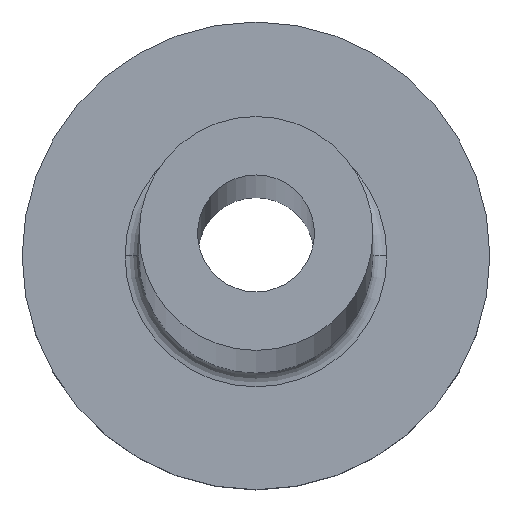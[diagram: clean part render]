
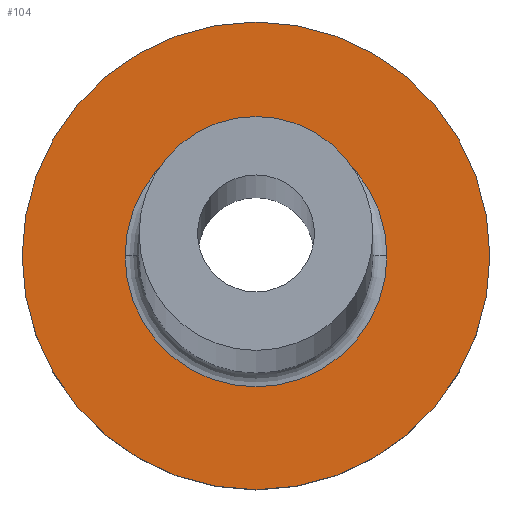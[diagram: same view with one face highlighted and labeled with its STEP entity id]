
A CAD part, top view. The second image highlights one B-rep face of the part: STEP entity #104.
In plain terms, the highlighted planar face has unit normal (0, 0, 1).
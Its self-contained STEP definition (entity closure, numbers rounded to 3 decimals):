
#1 = CARTESIAN_POINT ( 'NONE',  ( 0., 0., 3. ) ) ;
#6 = AXIS2_PLACEMENT_3D ( 'NONE', #246, #276, #222 ) ;
#15 = CIRCLE ( 'NONE', #323, 2.8 ) ;
#16 = CARTESIAN_POINT ( 'NONE',  ( 0., 0., 3. ) ) ;
#24 = EDGE_LOOP ( 'NONE', ( #379, #259 ) ) ;
#25 = VERTEX_POINT ( 'NONE', #106 ) ;
#33 = CIRCLE ( 'NONE', #6, 5. ) ;
#46 = VERTEX_POINT ( 'NONE', #153 ) ;
#67 = DIRECTION ( 'NONE',  ( 1., 0., 0. ) ) ;
#69 = CARTESIAN_POINT ( 'NONE',  ( -5., 0., 3. ) ) ;
#95 = DIRECTION ( 'NONE',  ( 1., 0., 0. ) ) ;
#104 = ADVANCED_FACE ( 'NONE', ( #240, #211 ), #357, .T. ) ;
#106 = CARTESIAN_POINT ( 'NONE',  ( 5., 0., 3. ) ) ;
#119 = AXIS2_PLACEMENT_3D ( 'NONE', #1, #326, #67 ) ;
#142 = CIRCLE ( 'NONE', #358, 2.8 ) ;
#153 = CARTESIAN_POINT ( 'NONE',  ( 2.8, 0., 3. ) ) ;
#160 = EDGE_LOOP ( 'NONE', ( #292, #166 ) ) ;
#166 = ORIENTED_EDGE ( 'NONE', *, *, #216, .T. ) ;
#177 = AXIS2_PLACEMENT_3D ( 'NONE', #267, #310, #340 ) ;
#182 = CIRCLE ( 'NONE', #177, 5. ) ;
#193 = EDGE_CURVE ( 'NONE', #285, #25, #182, .T. ) ;
#194 = DIRECTION ( 'NONE',  ( 1., 0., 0. ) ) ;
#211 = FACE_OUTER_BOUND ( 'NONE', #160, .T. ) ;
#216 = EDGE_CURVE ( 'NONE', #25, #285, #33, .T. ) ;
#222 = DIRECTION ( 'NONE',  ( 1., 0., 0. ) ) ;
#240 = FACE_BOUND ( 'NONE', #24, .T. ) ;
#246 = CARTESIAN_POINT ( 'NONE',  ( 0., 0., 3. ) ) ;
#248 = CARTESIAN_POINT ( 'NONE',  ( -2.8, 0., 3. ) ) ;
#259 = ORIENTED_EDGE ( 'NONE', *, *, #355, .T. ) ;
#267 = CARTESIAN_POINT ( 'NONE',  ( 0., 0., 3. ) ) ;
#276 = DIRECTION ( 'NONE',  ( 0., 0., 1. ) ) ;
#285 = VERTEX_POINT ( 'NONE', #69 ) ;
#292 = ORIENTED_EDGE ( 'NONE', *, *, #193, .T. ) ;
#310 = DIRECTION ( 'NONE',  ( 0., 0., 1. ) ) ;
#313 = VERTEX_POINT ( 'NONE', #248 ) ;
#323 = AXIS2_PLACEMENT_3D ( 'NONE', #365, #339, #194 ) ;
#324 = EDGE_CURVE ( 'NONE', #46, #313, #142, .T. ) ;
#326 = DIRECTION ( 'NONE',  ( 0., 0., 1. ) ) ;
#339 = DIRECTION ( 'NONE',  ( 0., 0., -1. ) ) ;
#340 = DIRECTION ( 'NONE',  ( 1., 0., 0. ) ) ;
#355 = EDGE_CURVE ( 'NONE', #313, #46, #15, .T. ) ;
#357 = PLANE ( 'NONE',  #119 ) ;
#358 = AXIS2_PLACEMENT_3D ( 'NONE', #16, #362, #95 ) ;
#362 = DIRECTION ( 'NONE',  ( 0., 0., -1. ) ) ;
#365 = CARTESIAN_POINT ( 'NONE',  ( 0., 0., 3. ) ) ;
#379 = ORIENTED_EDGE ( 'NONE', *, *, #324, .T. ) ;
